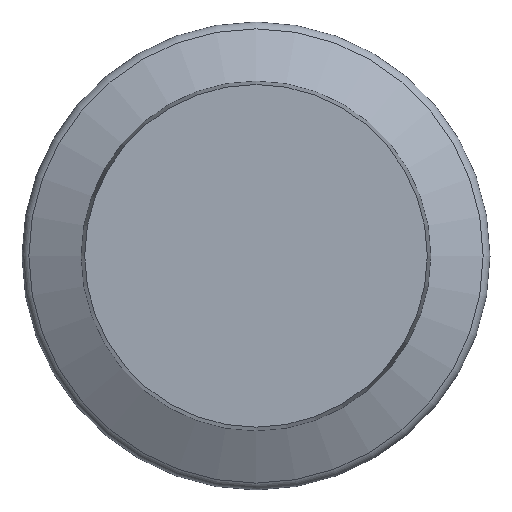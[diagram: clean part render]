
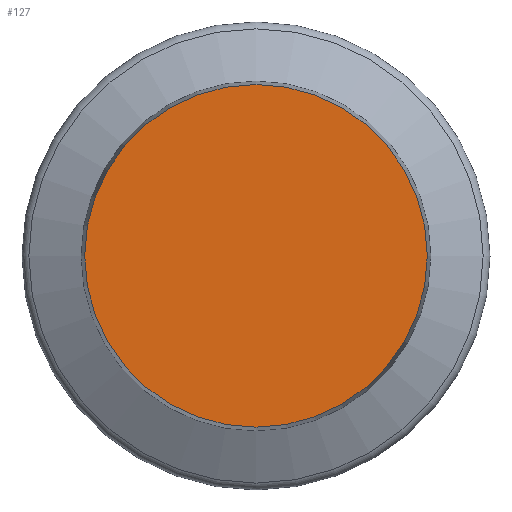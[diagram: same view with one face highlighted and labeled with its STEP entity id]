
A CAD part, top view. The second image highlights one B-rep face of the part: STEP entity #127.
In plain terms, the highlighted planar face has unit normal (0, 0, 1).
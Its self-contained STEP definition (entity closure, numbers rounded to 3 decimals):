
#94=PLANE('',#207);
#96=FACE_OUTER_BOUND('',#155,.T.);
#127=ADVANCED_FACE('',(#96),#94,.T.);
#155=EDGE_LOOP('',(#169));
#169=ORIENTED_EDGE('',*,*,#185,.T.);
#178=VERTEX_POINT('',#261);
#185=EDGE_CURVE('',#178,#178,#192,.T.);
#192=CIRCLE('',#206,4.283);
#206=AXIS2_PLACEMENT_3D('',#260,#235,#236);
#207=AXIS2_PLACEMENT_3D('',#262,#237,#238);
#235=DIRECTION('',(0.,0.,1.));
#236=DIRECTION('',(1.,0.,0.));
#237=DIRECTION('',(0.,0.,1.));
#238=DIRECTION('',(1.,0.,0.));
#260=CARTESIAN_POINT('',(0.,0.,0.));
#261=CARTESIAN_POINT('',(4.283,0.,0.));
#262=CARTESIAN_POINT('',(0.,4.37,0.));
